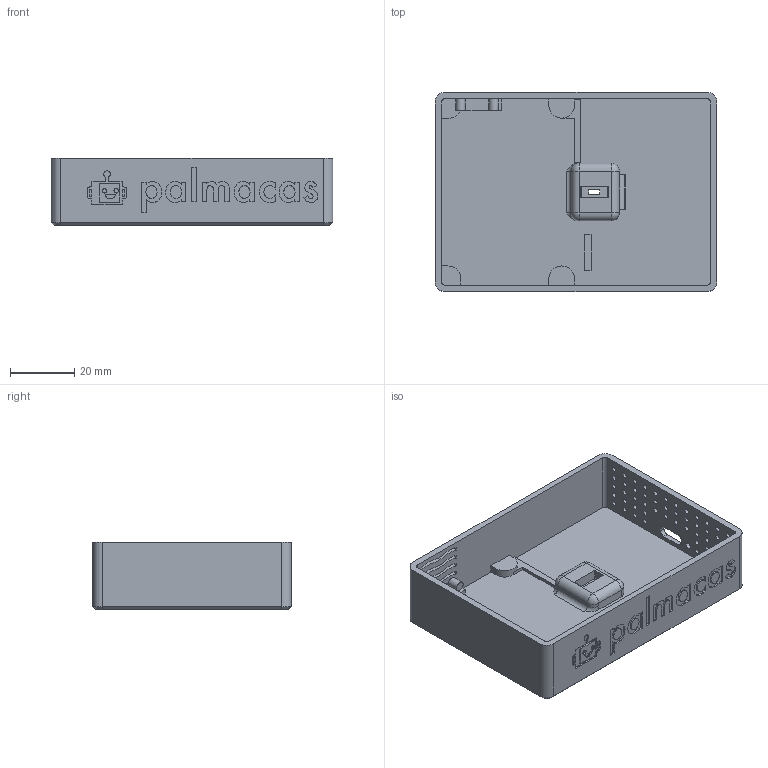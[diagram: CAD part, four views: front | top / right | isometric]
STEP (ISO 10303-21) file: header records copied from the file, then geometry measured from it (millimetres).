
FILE_DESCRIPTION(/* description */ (''),/* implementation_level */ '2;1');
FILE_NAME(/* name */ 'EnvMonitorCase.step',/* time_stamp */ '2021-06-09T16:09:15-05:00',/* author */ (''),/* organization */ (''),/* preprocessor_version */ 'ST-DEVELOPER v18.1',/* originating_system */ 'Autodesk Translation Framework v10.9.0.1377',/* authorisation */ '');
FILE_SCHEMA (('AUTOMOTIVE_DESIGN { 1 0 10303 214 3 1 1 }'));
Length unit declared in the file: millimetre
Products named in the file (1): EnvMonitorCase
Bounding box: 87.7 x 62 x 21 mm (x, y, z)
Volume: 22099.4 mm3; surface area: 23741.4 mm2
Topology: 1 solids, 1 shells, 934 faces, 2506 edges, 1641 vertices
Faces by surface type: bspline 391, plane 385, cylinder 91, cone 61, sphere 4, torus 2
Full cylindrical faces by diameter (mm): 1.5 x52, 2 x1, 2.9 x2, 5 x4
Entity records: 32111 total; most frequent: CARTESIAN_POINT 11089, ORIENTED_EDGE 5012, DIRECTION 3051, EDGE_CURVE 2506, VERTEX_POINT 1641, LINE 1453, VECTOR 1453, EDGE_LOOP 1125
